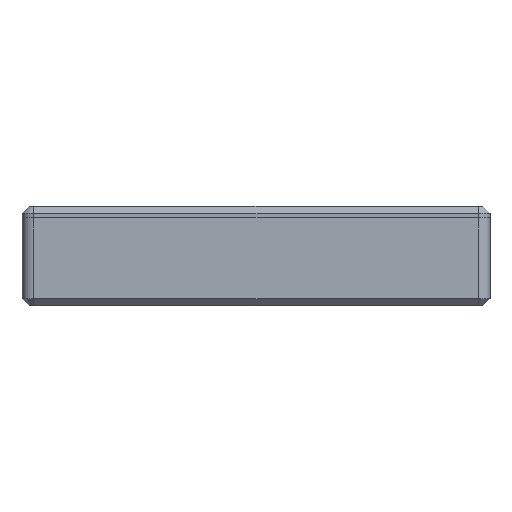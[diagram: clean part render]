
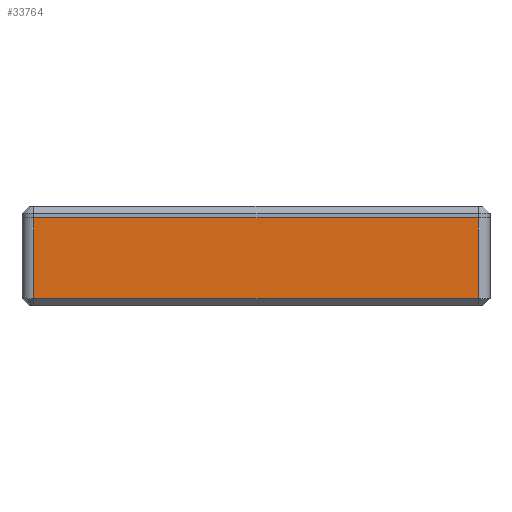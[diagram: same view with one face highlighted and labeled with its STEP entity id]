
A CAD part, left-side view. The second image highlights one B-rep face of the part: STEP entity #33764.
In plain terms, the highlighted planar face has unit normal (-1, 0, 0).
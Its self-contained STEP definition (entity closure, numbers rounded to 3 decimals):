
#2236=PLANE('',#36402);
#3959=FACE_OUTER_BOUND('',#5934,.T.);
#5934=EDGE_LOOP('',(#31625,#31626,#31627,#31628));
#10206=LINE('',#58255,#13740);
#10363=LINE('',#58664,#13897);
#10364=LINE('',#58668,#13898);
#10365=LINE('',#58669,#13899);
#13740=VECTOR('',#44574,10.);
#13897=VECTOR('',#44973,10.);
#13898=VECTOR('',#44978,10.);
#13899=VECTOR('',#44979,10.);
#16980=VERTEX_POINT('',#58252);
#16981=VERTEX_POINT('',#58254);
#17112=VERTEX_POINT('',#58663);
#17113=VERTEX_POINT('',#58667);
#21749=EDGE_CURVE('',#16980,#16981,#10206,.T.);
#21953=EDGE_CURVE('',#16981,#17112,#10363,.T.);
#21955=EDGE_CURVE('',#17113,#16980,#10364,.T.);
#21956=EDGE_CURVE('',#17112,#17113,#10365,.T.);
#31625=ORIENTED_EDGE('',*,*,#21749,.F.);
#31626=ORIENTED_EDGE('',*,*,#21955,.F.);
#31627=ORIENTED_EDGE('',*,*,#21956,.F.);
#31628=ORIENTED_EDGE('',*,*,#21953,.F.);
#33764=ADVANCED_FACE('',(#3959),#2236,.T.);
#36402=AXIS2_PLACEMENT_3D('',#58666,#44976,#44977);
#44574=DIRECTION('',(0.,-1.,0.));
#44973=DIRECTION('',(0.,0.,-1.));
#44976=DIRECTION('center_axis',(-1.,0.,0.));
#44977=DIRECTION('ref_axis',(0.,-1.,0.));
#44978=DIRECTION('',(0.,0.,1.));
#44979=DIRECTION('',(0.,1.,0.));
#58252=CARTESIAN_POINT('',(30.724,-40.423,11.));
#58254=CARTESIAN_POINT('',(30.724,-116.223,11.));
#58255=CARTESIAN_POINT('',(30.724,-58.373,11.));
#58663=CARTESIAN_POINT('',(30.724,-116.223,-2.8));
#58664=CARTESIAN_POINT('',(30.724,-116.223,-4.));
#58666=CARTESIAN_POINT('Origin',(30.724,-38.423,-4.));
#58667=CARTESIAN_POINT('',(30.724,-40.423,-2.8));
#58668=CARTESIAN_POINT('',(30.724,-40.423,-4.));
#58669=CARTESIAN_POINT('',(30.724,-58.373,-2.8));
